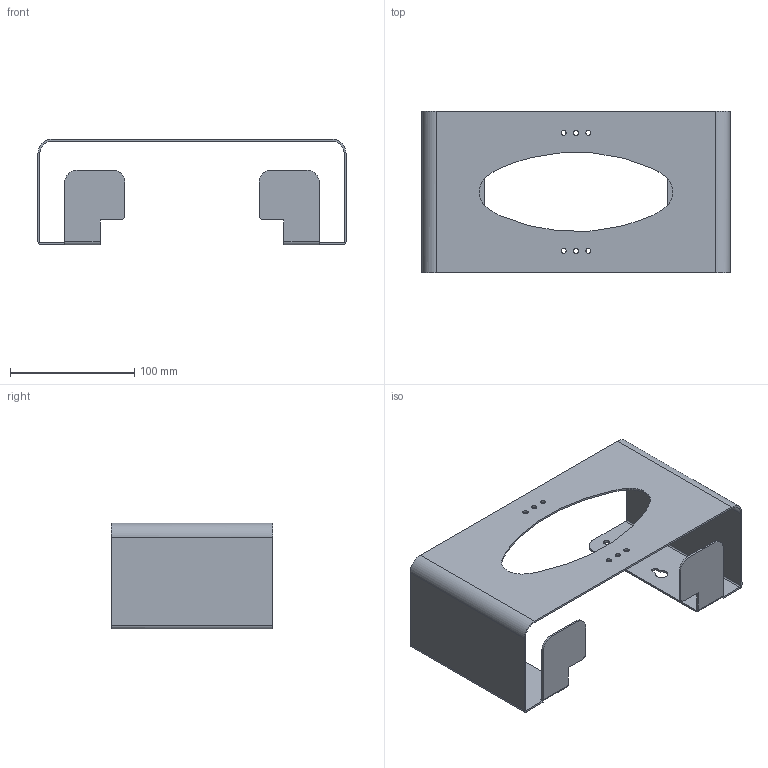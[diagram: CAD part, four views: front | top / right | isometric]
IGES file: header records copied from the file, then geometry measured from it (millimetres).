
Global section: file name: 196_A; native system: Autodesk Inventor 2022; preprocessor: unknown; author: R. Madlener; date: 20230227.134722; units: millimetre
Bounding box: 248 x 130 x 85 mm (x, y, z)
Volume: 92658.2 mm3; surface area: 126793.8 mm2
Topology: 1 solids, 1 shells, 98 faces, 260 edges, 164 vertices
Faces by surface type: bspline 98
